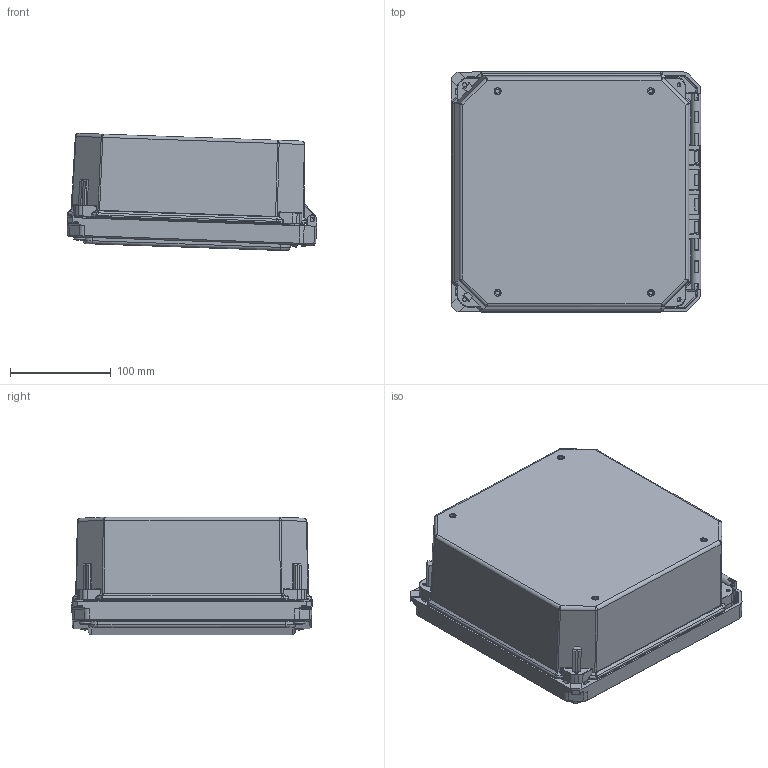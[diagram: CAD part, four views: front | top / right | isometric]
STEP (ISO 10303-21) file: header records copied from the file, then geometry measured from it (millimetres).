
FILE_DESCRIPTION (( 'STEP AP214' ), '1' );
FILE_NAME ('FR80804HW.STEP', '2021-10-07T14:41:43', ( '' ), ( '' ), 'SwSTEP 2.0', 'SolidWorks 2021', '' );
FILE_SCHEMA (( 'AUTOMOTIVE_DESIGN' ));
Length unit declared in the file: inch
Products named in the file (1): FR80804HW
Bounding box: 248.41 x 238.86 x 116.77 mm (x, y, z)
Volume: 843729.9 mm3; surface area: 458295.3 mm2
Topology: 23 solids, 23 shells, 2085 faces, 5140 edges, 3028 vertices
Faces by surface type: cylinder 819, plane 633, bspline 358, torus 168, cone 83, sphere 24
Entity records: 85753 total; most frequent: CARTESIAN_POINT 41002, ORIENTED_EDGE 10094, DIRECTION 7832, EDGE_CURVE 5047, VERTEX_POINT 3025, AXIS2_PLACEMENT_3D 2753, LINE 2326, VECTOR 2326
